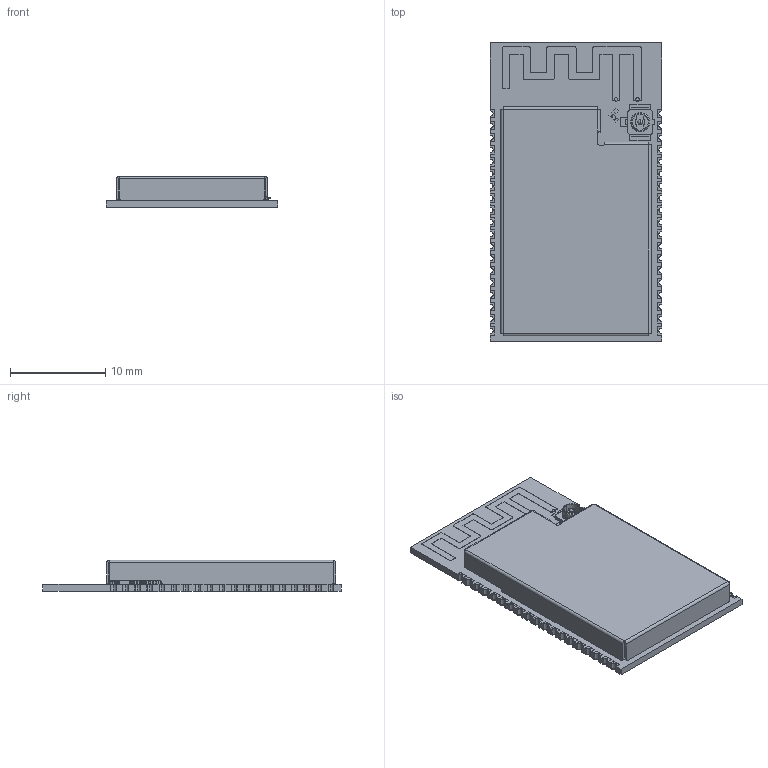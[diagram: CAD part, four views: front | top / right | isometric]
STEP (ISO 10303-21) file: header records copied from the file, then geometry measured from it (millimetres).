
FILE_DESCRIPTION (( 'STEP AP214' ), '1' );
FILE_NAME ('ESP32-WROVER-IE_20211119.STEP', '2021-11-19T09:12:58', ( '' ), ( '' ), 'SwSTEP 2.0', 'SolidWorks', '' );
FILE_SCHEMA (( 'AUTOMOTIVE_DESIGN' ));
Length unit declared in the file: millimetre
Products named in the file (227): R0201_20210301.STEP^Submodel-R0201_part_DesignRootModel_PCB_ESP32-WROVER-E_V1(2)_PCB_ESP32-WROVER-E_V1; C0201_20210301.STEP^Submodel-C0201_part_DesignRootModel_PCB_ESP32-WROVER-E_V1(2)_PCB_ESP32-WROVER-E_V1; uid__1-414^DesignRootModel_PCB_ESP32-WROVER-E_V1(2)_PCB_ESP32-WROVER-E_V1; uid__1-540^DesignRootModel_PCB_ESP32-WROVER-E_V1(2)_PCB_ESP32-WROVER-E_V1; L0201_20210301.STEP^Submodel-L0201_part_DesignRootModel_PCB_ESP32-WROVER-E_V1(2)_PCB_ESP32-WROVER-E_V1; uid__1-336^DesignRootModel_PCB_ESP32-WROVER-E_V1(2)_PCB_ESP32-WROVER-E_V1; Submodel-C0201_part^DesignRootModel_PCB_ESP32-WROVER-E_V1(2)_PCB_ESP32-WROVER-E_V1; uid__1-595^DesignRootModel_PCB_ESP32-WROVER-E_V1(2)_PCB_ESP32-WROVER-E_V1; Submodel-QFN48EB_0P35_5_part^DesignRootModel_PCB_ESP32-WROVER-E_V1(2)_PCB_ESP32-WROVER-E_V1; uid__1-589^DesignRootModel_PCB_ESP32-WROVER-E_V1(2)_PCB_ESP32-WROVER-E_V1; uid__1-520^DesignRootModel_PCB_ESP32-WROVER-E_V1(2)_PCB_ESP32-WROVER-E_V1; Submodel-SOIC08-WN_part^DesignRootModel_PCB_ESP32-WROVER-E_V1(2)_PCB_ESP32-WROVER-E_V1; uid__1-420^DesignRootModel_PCB_ESP32-WROVER-E_V1(2)_PCB_ESP32-WROVER-E_V1; PSRAM_20210301.STEP^Submodel-SOIC-8P_part_DesignRootModel_PCB_ESP32-WROVER-E_V1(2)_PCB_ESP32-WROVER-E_V1; uid__1-395^DesignRootModel_PCB_ESP32-WROVER-E_V1(2)_PCB_ESP32-WROVER-E_V1; uid__1-615^DesignRootModel_PCB_ESP32-WROVER-E_V1(2)_PCB_ESP32-WROVER-E_V1; uid__1-554^DesignRootModel_PCB_ESP32-WROVER-E_V1(2)_PCB_ESP32-WROVER-E_V1; uid__1-312^DesignRootModel_PCB_ESP32-WROVER-E_V1(2)_PCB_ESP32-WROVER-E_V1; uid__1-483^DesignRootModel_PCB_ESP32-WROVER-E_V1(2)_PCB_ESP32-WROVER-E_V1; uid__1-602^DesignRootModel_PCB_ESP32-WROVER-E_V1(2)_PCB_ESP32-WROVER-E_V1; uid__1-478^DesignRootModel_PCB_ESP32-WROVER-E_V1(2)_PCB_ESP32-WROVER-E_V1; uid__1-363^DesignRootModel_PCB_ESP32-WROVER-E_V1(2)_PCB_ESP32-WROVER-E_V1; uid__1-647^DesignRootModel_PCB_ESP32-WROVER-E_V1(2)_PCB_ESP32-WROVER-E_V1; uid__1-555^DesignRootModel_PCB_ESP32-WROVER-E_V1(2)_PCB_ESP32-WROVER-E_V1; uid__1-502^DesignRootModel_PCB_ESP32-WROVER-E_V1(2)_PCB_ESP32-WROVER-E_V1; uid__1-437^DesignRootModel_PCB_ESP32-WROVER-E_V1(2)_PCB_ESP32-WROVER-E_V1; uid__1-563^DesignRootModel_PCB_ESP32-WROVER-E_V1(2)_PCB_ESP32-WROVER-E_V1; Submodel-SOD882_part^DesignRootModel_PCB_ESP32-WROVER-E_V1(2)_PCB_ESP32-WROVER-E_V1; uid__1-503^DesignRootModel_PCB_ESP32-WROVER-E_V1(2)_PCB_ESP32-WROVER-E_V1; uid__1-366^DesignRootModel_PCB_ESP32-WROVER-E_V1(2)_PCB_ESP32-WROVER-E_V1; uid__1-519^DesignRootModel_PCB_ESP32-WROVER-E_V1(2)_PCB_ESP32-WROVER-E_V1; uid__1-668^DesignRootModel_PCB_ESP32-WROVER-E_V1(2)_PCB_ESP32-WROVER-E_V1; uid__1-484^DesignRootModel_PCB_ESP32-WROVER-E_V1(2)_PCB_ESP32-WROVER-E_V1; 32E_thermal_pad; uid__1-453^DesignRootModel_PCB_ESP32-WROVER-E_V1(2)_PCB_ESP32-WROVER-E_V1; uid__1-585^DesignRootModel_PCB_ESP32-WROVER-E_V1(2)_PCB_ESP32-WROVER-E_V1; ESP32-WROVER-IE_20211119; uid__1-394^DesignRootModel_PCB_ESP32-WROVER-E_V1(2)_PCB_ESP32-WROVER-E_V1; uid__1-621^DesignRootModel_PCB_ESP32-WROVER-E_V1(2)_PCB_ESP32-WROVER-E_V1; Submodel-R0201_part^DesignRootModel_PCB_ESP32-WROVER-E_V1(2)_PCB_ESP32-WROVER-E_V1 ...
Assembly tree (286 placements, depth 6):
  ESP32-WROVER-IE_20211119
    PCB_ESP32-WROVER-E_V1(2)^PCB_ESP32-WROVER-E_V1
      DesignRootModel^PCB_ESP32-WROVER-E_V1(2)_PCB_ESP32-WROVER-E_V1
        Submodel-C0201_part^DesignRootModel_PCB_ESP32-WROVER-E_V1(2)_PCB_ESP32-WROVER-E_V1
          C0201_20210301.STEP^Submodel-C0201_part_DesignRootModel_PCB_ESP32-WROVER-E_V1(2)_PCB_ESP32-WROVER-E_V1
            C0201_20210301.STEP^C0201_20210301.STEP_Submodel-C0201_part_DesignRootModel_PCB_ESP32-WROVER-E_V1(2)_PCB_ESP32-WROVER-E_V1
        Submodel-C0201_part^DesignRootModel_PCB_ESP32-WROVER-E_V1(2)_PCB_ESP32-WROVER-E_V1
          C0201_20210301.STEP^Submodel-C0201_part_DesignRootModel_PCB_ESP32-WROVER-E_V1(2)_PCB_ESP32-WROVER-E_V1
            C0201_20210301.STEP^C0201_20210301.STEP_Submodel-C0201_part_DesignRootModel_PCB_ESP32-WROVER-E_V1(2)_PCB_ESP32-WROVER-E_V1
        Submodel-C0201_part^DesignRootModel_PCB_ESP32-WROVER-E_V1(2)_PCB_ESP32-WROVER-E_V1
          C0201_20210301.STEP^Submodel-C0201_part_DesignRootModel_PCB_ESP32-WROVER-E_V1(2)_PCB_ESP32-WROVER-E_V1
            C0201_20210301.STEP^C0201_20210301.STEP_Submodel-C0201_part_DesignRootModel_PCB_ESP32-WROVER-E_V1(2)_PCB_ESP32-WROVER-E_V1
        Submodel-C0201_part^DesignRootModel_PCB_ESP32-WROVER-E_V1(2)_PCB_ESP32-WROVER-E_V1
          C0201_20210301.STEP^Submodel-C0201_part_DesignRootModel_PCB_ESP32-WROVER-E_V1(2)_PCB_ESP32-WROVER-E_V1
            C0201_20210301.STEP^C0201_20210301.STEP_Submodel-C0201_part_DesignRootModel_PCB_ESP32-WROVER-E_V1(2)_PCB_ESP32-WROVER-E_V1
        Submodel-C0201_part^DesignRootModel_PCB_ESP32-WROVER-E_V1(2)_PCB_ESP32-WROVER-E_V1
          C0201_20210301.STEP^Submodel-C0201_part_DesignRootModel_PCB_ESP32-WROVER-E_V1(2)_PCB_ESP32-WROVER-E_V1
            C0201_20210301.STEP^C0201_20210301.STEP_Submodel-C0201_part_DesignRootModel_PCB_ESP32-WROVER-E_V1(2)_PCB_ESP32-WROVER-E_V1
        Submodel-C0201_part^DesignRootModel_PCB_ESP32-WROVER-E_V1(2)_PCB_ESP32-WROVER-E_V1
          C0201_20210301.STEP^Submodel-C0201_part_DesignRootModel_PCB_ESP32-WROVER-E_V1(2)_PCB_ESP32-WROVER-E_V1
            C0201_20210301.STEP^C0201_20210301.STEP_Submodel-C0201_part_DesignRootModel_PCB_ESP32-WROVER-E_V1(2)_PCB_ESP32-WROVER-E_V1
        Submodel-C0201_part^DesignRootModel_PCB_ESP32-WROVER-E_V1(2)_PCB_ESP32-WROVER-E_V1
          C0201_20210301.STEP^Submodel-C0201_part_DesignRootModel_PCB_ESP32-WROVER-E_V1(2)_PCB_ESP32-WROVER-E_V1
            C0201_20210301.STEP^C0201_20210301.STEP_Submodel-C0201_part_DesignRootModel_PCB_ESP32-WROVER-E_V1(2)_PCB_ESP32-WROVER-E_V1
        Submodel-C0201_part^DesignRootModel_PCB_ESP32-WROVER-E_V1(2)_PCB_ESP32-WROVER-E_V1
          C0201_20210301.STEP^Submodel-C0201_part_DesignRootModel_PCB_ESP32-WROVER-E_V1(2)_PCB_ESP32-WROVER-E_V1
            C0201_20210301.STEP^C0201_20210301.STEP_Submodel-C0201_part_DesignRootModel_PCB_ESP32-WROVER-E_V1(2)_PCB_ESP32-WROVER-E_V1
        Submodel-C0201_part^DesignRootModel_PCB_ESP32-WROVER-E_V1(2)_PCB_ESP32-WROVER-E_V1
          C0201_20210301.STEP^Submodel-C0201_part_DesignRootModel_PCB_ESP32-WROVER-E_V1(2)_PCB_ESP32-WROVER-E_V1
            C0201_20210301.STEP^C0201_20210301.STEP_Submodel-C0201_part_DesignRootModel_PCB_ESP32-WROVER-E_V1(2)_PCB_ESP32-WROVER-E_V1
        Submodel-C0201_part^DesignRootModel_PCB_ESP32-WROVER-E_V1(2)_PCB_ESP32-WROVER-E_V1
          C0201_20210301.STEP^Submodel-C0201_part_DesignRootModel_PCB_ESP32-WROVER-E_V1(2)_PCB_ESP32-WROVER-E_V1
            C0201_20210301.STEP^C0201_20210301.STEP_Submodel-C0201_part_DesignRootModel_PCB_ESP32-WROVER-E_V1(2)_PCB_ESP32-WROVER-E_V1
        Submodel-C0201_part^DesignRootModel_PCB_ESP32-WROVER-E_V1(2)_PCB_ESP32-WROVER-E_V1
          C0201_20210301.STEP^Submodel-C0201_part_DesignRootModel_PCB_ESP32-WROVER-E_V1(2)_PCB_ESP32-WROVER-E_V1
            C0201_20210301.STEP^C0201_20210301.STEP_Submodel-C0201_part_DesignRootModel_PCB_ESP32-WROVER-E_V1(2)_PCB_ESP32-WROVER-E_V1
        Submodel-C0201_part^DesignRootModel_PCB_ESP32-WROVER-E_V1(2)_PCB_ESP32-WROVER-E_V1
          C0201_20210301.STEP^Submodel-C0201_part_DesignRootModel_PCB_ESP32-WROVER-E_V1(2)_PCB_ESP32-WROVER-E_V1
            C0201_20210301.STEP^C0201_20210301.STEP_Submodel-C0201_part_DesignRootModel_PCB_ESP32-WROVER-E_V1(2)_PCB_ESP32-WROVER-E_V1
        Submodel-C0201_part^DesignRootModel_PCB_ESP32-WROVER-E_V1(2)_PCB_ESP32-WROVER-E_V1
          C0201_20210301.STEP^Submodel-C0201_part_DesignRootModel_PCB_ESP32-WROVER-E_V1(2)_PCB_ESP32-WROVER-E_V1
            C0201_20210301.STEP^C0201_20210301.STEP_Submodel-C0201_part_DesignRootModel_PCB_ESP32-WROVER-E_V1(2)_PCB_ESP32-WROVER-E_V1
        Submodel-C0201_part^DesignRootModel_PCB_ESP32-WROVER-E_V1(2)_PCB_ESP32-WROVER-E_V1
          C0201_20210301.STEP^Submodel-C0201_part_DesignRootModel_PCB_ESP32-WROVER-E_V1(2)_PCB_ESP32-WROVER-E_V1
            C0201_20210301.STEP^C0201_20210301.STEP_Submodel-C0201_part_DesignRootModel_PCB_ESP32-WROVER-E_V1(2)_PCB_ESP32-WROVER-E_V1
        Submodel-SOD882_part^DesignRootModel_PCB_ESP32-WROVER-E_V1(2)_PCB_ESP32-WROVER-E_V1
          DFN1006.STEP^Submodel-SOD882_part_DesignRootModel_PCB_ESP32-WROVER-E_V1(2)_PCB_ESP32-WROVER-E_V1
            DFN1006.STEP^DFN1006.STEP_Submodel-SOD882_part_DesignRootModel_PCB_ESP32-WROVER-E_V1(2)_PCB_ESP32-WROVER-E_V1
        Submodel-QFN48EB_0P35_5_part^DesignRootModel_PCB_ESP32-WROVER-E_V1(2)_PCB_ESP32-WROVER-E_V1
          ESP32_5x5_20210301.STEP^Submodel-QFN48EB_0P35_5_part_DesignRootModel_PCB_ESP32-WROVER-E_V1(2)_PCB_ESP32-WROVER-E_V1
            ESP32_5x5_20210301.STEP^ESP32_5x5_20210301.STEP_Submodel-QFN48EB_0P35_5_part_DesignRootModel_PCB_ESP32-WROVER-E_V1(2)_PCB_ESP32-WROVER-E_V1
        Submodel-C0402_part^DesignRootModel_PCB_ESP32-WROVER-E_V1(2)_PCB_ESP32-WROVER-E_V1
          C0402_20210301.STEP^Submodel-C0402_part_DesignRootModel_PCB_ESP32-WROVER-E_V1(2)_PCB_ESP32-WROVER-E_V1
            C0402_20210301.STEP^C0402_20210301.STEP_Submodel-C0402_part_DesignRootModel_PCB_ESP32-WROVER-E_V1(2)_PCB_ESP32-WROVER-E_V1
        Submodel-MINI_ANT_TYPEB_1501846164_part^DesignRootModel_PCB_ESP32-WROVER-E_V1(2)_PCB_ESP32-WROVER-E_V1
          trace_1^Submodel-MINI_ANT_TYPEB_1501846164_part_DesignRootModel_PCB_ESP32-WROVER-E_V1(2)_PCB_ESP32-WROVER-E_V1
        Submodel-3225_part^DesignRootModel_PCB_ESP32-WROVER-E_V1(2)_PCB_ESP32-WROVER-E_V1
          XTAL3225_20210301.STEP^Submodel-3225_part_DesignRootModel_PCB_ESP32-WROVER-E_V1(2)_PCB_ESP32-WROVER-E_V1
            XTAL3225_20210301.STEP^XTAL3225_20210301.STEP_Submodel-3225_part_DesignRootModel_PCB_ESP32-WROVER-E_V1(2)_PCB_ESP32-WROVER-E_V1
        Submodel-R0201A_part^DesignRootModel_PCB_ESP32-WROVER-E_V1(2)_PCB_ESP32-WROVER-E_V1
Bounding box: 18 x 31.4 x 3.3 mm (x, y, z)
Volume: 615.1 mm3; surface area: 2968.4 mm2
Topology: 266 solids, 267 shells, 4287 faces, 10608 edges, 6787 vertices
Faces by surface type: plane 3167, cylinder 884, sphere 156, bspline 70, cone 6, torus 4
Entity records: 97784 total; most frequent: CARTESIAN_POINT 20126, DIRECTION 14099, ORIENTED_EDGE 14016, EDGE_CURVE 7008, LINE 5819, VECTOR 5819, VERTEX_POINT 4609, AXIS2_PLACEMENT_3D 4140
